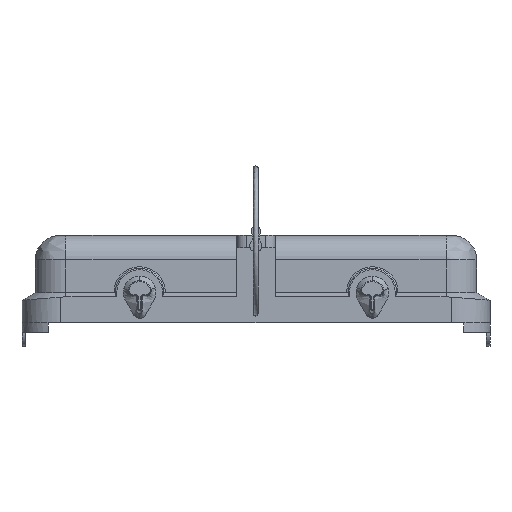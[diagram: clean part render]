
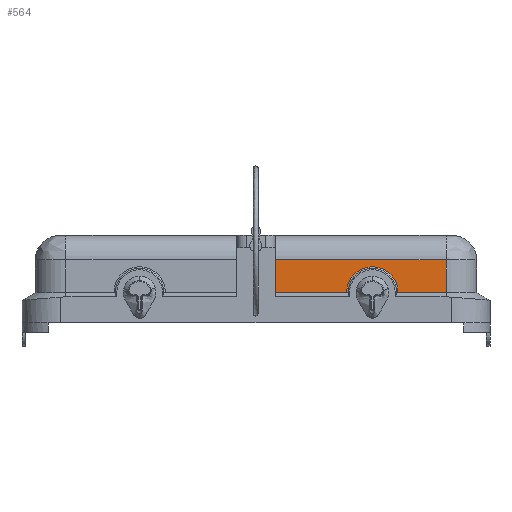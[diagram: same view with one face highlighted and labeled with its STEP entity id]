
A CAD part, front view. The second image highlights one B-rep face of the part: STEP entity #564.
In plain terms, the highlighted planar face has unit normal (0, -1, 0).
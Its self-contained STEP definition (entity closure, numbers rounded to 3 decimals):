
#356=FACE_OUTER_BOUND('',#1000,.T.);
#564=ADVANCED_FACE('3-0-17',(#356),#715,.T.);
#715=PLANE('',#3880);
#1000=EDGE_LOOP('',(#2099,#2100,#2101,#2102,#2103,#2104,#2105,#2106));
#1260=LINE('',#8347,#1501);
#1262=LINE('',#8364,#1503);
#1270=LINE('',#8384,#1511);
#1271=LINE('',#8386,#1512);
#1272=LINE('',#8388,#1513);
#1273=LINE('',#8389,#1514);
#1274=LINE('',#8391,#1515);
#1501=VECTOR('',#4428,1.);
#1503=VECTOR('',#4446,1.);
#1511=VECTOR('',#4466,1.);
#1512=VECTOR('',#4469,1.);
#1513=VECTOR('',#4470,1.);
#1514=VECTOR('',#4471,1.);
#1515=VECTOR('',#4472,1.);
#2099=ORIENTED_EDGE('',*,*,#3316,.T.);
#2100=ORIENTED_EDGE('',*,*,#3317,.T.);
#2101=ORIENTED_EDGE('',*,*,#3315,.T.);
#2102=ORIENTED_EDGE('',*,*,#3302,.T.);
#2103=ORIENTED_EDGE('',*,*,#3305,.T.);
#2104=ORIENTED_EDGE('',*,*,#3318,.T.);
#2105=ORIENTED_EDGE('',*,*,#3319,.T.);
#2106=ORIENTED_EDGE('',*,*,#3297,.T.);
#2877=VERTEX_POINT('',#8346);
#2878=VERTEX_POINT('',#8348);
#2880=VERTEX_POINT('',#8353);
#2882=VERTEX_POINT('',#8357);
#2884=VERTEX_POINT('',#8363);
#2890=VERTEX_POINT('',#8383);
#2891=VERTEX_POINT('',#8387);
#2892=VERTEX_POINT('',#8390);
#3297=EDGE_CURVE('',#2878,#2877,#1260,.T.);
#3302=EDGE_CURVE('',#2880,#2882,#3653,.T.);
#3305=EDGE_CURVE('',#2882,#2884,#1262,.T.);
#3315=EDGE_CURVE('',#2890,#2880,#1270,.T.);
#3316=EDGE_CURVE('',#2877,#2891,#1271,.T.);
#3317=EDGE_CURVE('',#2891,#2890,#1272,.T.);
#3318=EDGE_CURVE('',#2884,#2892,#1273,.T.);
#3319=EDGE_CURVE('',#2892,#2878,#1274,.T.);
#3653=CIRCLE('',#3870,5.3);
#3870=AXIS2_PLACEMENT_3D('',#8358,#4439,#4440);
#3880=AXIS2_PLACEMENT_3D('',#8392,#4473,#4474);
#4428=DIRECTION('',(-1.,0.,0.));
#4439=DIRECTION('',(0.,1.,0.));
#4440=DIRECTION('',(1.,0.,0.));
#4446=DIRECTION('',(0.,0.,-1.));
#4466=DIRECTION('',(0.,0.,1.));
#4469=DIRECTION('',(0.,0.,-1.));
#4470=DIRECTION('',(1.,0.,0.));
#4471=DIRECTION('',(1.,0.,0.));
#4472=DIRECTION('',(0.,0.,1.));
#4473=DIRECTION('',(0.,-1.,0.));
#4474=DIRECTION('',(0.,0.,1.));
#8346=CARTESIAN_POINT('',(4.027,3.039,-3.851));
#8347=CARTESIAN_POINT('',(39.227,3.039,-3.851));
#8348=CARTESIAN_POINT('',(39.227,3.039,-3.851));
#8353=CARTESIAN_POINT('',(18.727,3.039,-10.601));
#8357=CARTESIAN_POINT('',(29.327,3.039,-10.601));
#8358=CARTESIAN_POINT('',(24.027,3.039,-10.601));
#8363=CARTESIAN_POINT('',(29.327,3.039,-10.651));
#8364=CARTESIAN_POINT('',(29.327,3.039,-10.601));
#8383=CARTESIAN_POINT('',(18.727,3.039,-10.651));
#8384=CARTESIAN_POINT('',(18.727,3.039,-11.31));
#8386=CARTESIAN_POINT('',(4.027,3.039,-3.851));
#8387=CARTESIAN_POINT('',(4.027,3.039,-10.651));
#8388=CARTESIAN_POINT('',(4.027,3.039,-10.651));
#8389=CARTESIAN_POINT('',(29.427,3.039,-10.651));
#8390=CARTESIAN_POINT('',(39.227,3.039,-10.651));
#8391=CARTESIAN_POINT('',(39.227,3.039,-10.651));
#8392=CARTESIAN_POINT('',(40.227,3.039,-11.651));
